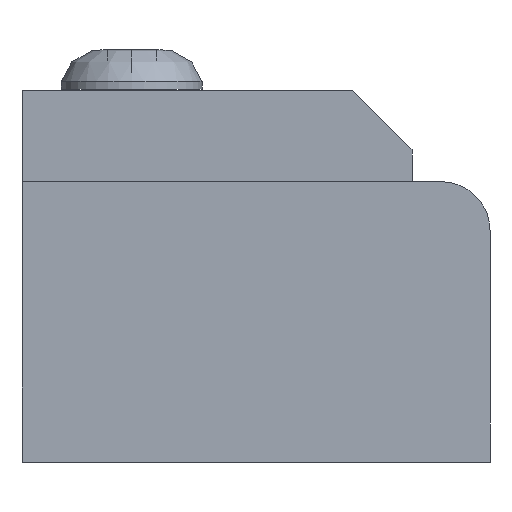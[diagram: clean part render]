
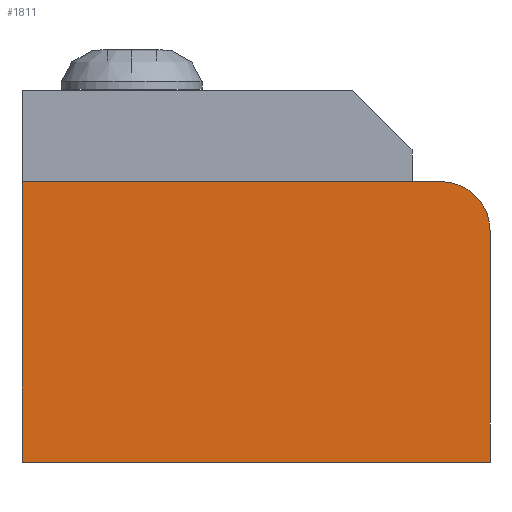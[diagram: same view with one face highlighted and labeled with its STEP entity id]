
A CAD part, left-side view. The second image highlights one B-rep face of the part: STEP entity #1811.
In plain terms, the highlighted planar face has unit normal (-1, 0, 0).
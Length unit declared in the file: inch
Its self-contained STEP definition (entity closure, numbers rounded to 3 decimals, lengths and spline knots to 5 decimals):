
#1545=CARTESIAN_POINT('',(-14.24651,1.58822,-0.9306));
#1546=VERTEX_POINT('',#1545);
#1547=CARTESIAN_POINT('',(-14.24651,1.58822,-0.2116));
#1548=VERTEX_POINT('',#1547);
#1549=CARTESIAN_POINT('',(-14.24651,1.58822,-0.9306));
#1550=DIRECTION('',(0.0,0.0,1.0));
#1551=VECTOR('',#1550,0.719);
#1552=LINE('',#1549,#1551);
#1553=EDGE_CURVE('',#1546,#1548,#1552,.T.);
#1591=CARTESIAN_POINT('',(-14.24651,0.51322,-0.2116));
#1592=VERTEX_POINT('',#1591);
#1593=CARTESIAN_POINT('',(-14.24651,1.58822,-0.2116));
#1594=DIRECTION('',(0.0,-1.0,0.0));
#1595=VECTOR('',#1594,1.075);
#1596=LINE('',#1593,#1595);
#1597=EDGE_CURVE('',#1548,#1592,#1596,.T.);
#1670=CARTESIAN_POINT('',(-14.24651,0.38822,-0.3366));
#1671=VERTEX_POINT('',#1670);
#1672=CARTESIAN_POINT('',(-14.24651,0.51322,-0.3366));
#1673=DIRECTION('',(1.0,0.0,0.0));
#1674=DIRECTION('',(0.0,-0.707,0.707));
#1675=AXIS2_PLACEMENT_3D('',#1672,#1673,#1674);
#1676=CIRCLE('',#1675,0.125);
#1677=EDGE_CURVE('',#1592,#1671,#1676,.T.);
#1703=CARTESIAN_POINT('',(-14.24651,0.38822,-0.9306));
#1704=VERTEX_POINT('',#1703);
#1705=CARTESIAN_POINT('',(-14.24651,0.38822,-0.3366));
#1706=DIRECTION('',(0.0,0.0,-1.0));
#1707=VECTOR('',#1706,0.594);
#1708=LINE('',#1705,#1707);
#1709=EDGE_CURVE('',#1671,#1704,#1708,.T.);
#1734=CARTESIAN_POINT('',(-14.24651,0.38822,-0.9306));
#1735=DIRECTION('',(0.0,1.0,0.0));
#1736=VECTOR('',#1735,1.2);
#1737=LINE('',#1734,#1736);
#1738=EDGE_CURVE('',#1704,#1546,#1737,.T.);
#1799=CARTESIAN_POINT('',(-14.24651,0.99711,-0.57658));
#1800=DIRECTION('',(-1.0,0.0,0.0));
#1801=DIRECTION('',(0.0,0.0,1.0));
#1802=AXIS2_PLACEMENT_3D('',#1799,#1800,#1801);
#1803=PLANE('',#1802);
#1804=ORIENTED_EDGE('',*,*,#1553,.F.);
#1805=ORIENTED_EDGE('',*,*,#1738,.F.);
#1806=ORIENTED_EDGE('',*,*,#1709,.F.);
#1807=ORIENTED_EDGE('',*,*,#1677,.F.);
#1808=ORIENTED_EDGE('',*,*,#1597,.F.);
#1809=EDGE_LOOP('',(#1804,#1805,#1806,#1807,#1808));
#1810=FACE_OUTER_BOUND('',#1809,.T.);
#1811=ADVANCED_FACE('',(#1810),#1803,.T.);
